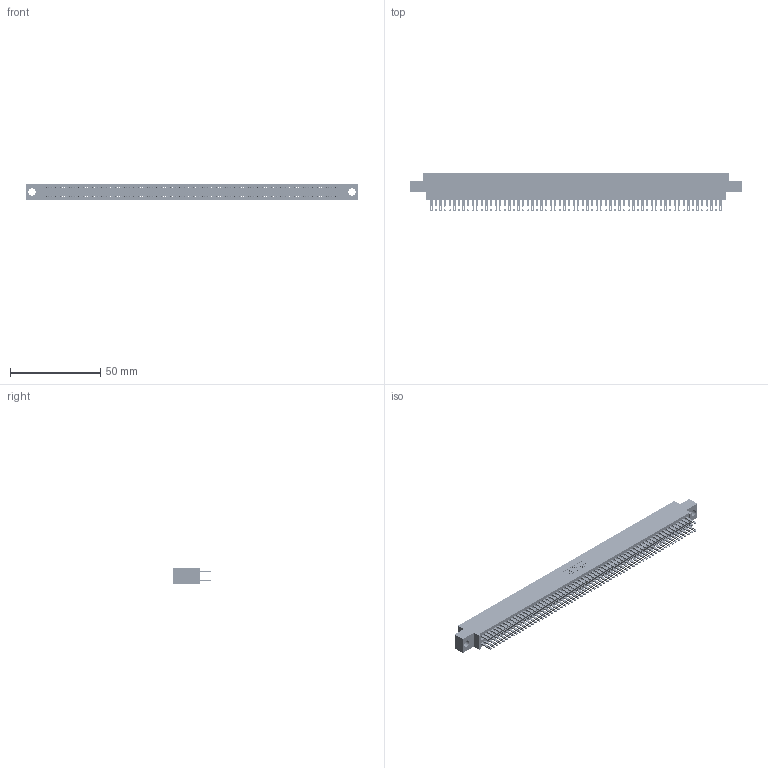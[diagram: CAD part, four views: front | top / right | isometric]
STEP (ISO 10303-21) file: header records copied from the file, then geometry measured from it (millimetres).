
FILE_DESCRIPTION (( 'STEP AP203' ), '1' );
FILE_NAME ('895-128-500-804.STEP', '2020-10-13T16:46:53', ( '' ), ( '' ), 'SwSTEP 2.0', 'SolidWorks 2020', '' );
FILE_SCHEMA (( 'CONFIG_CONTROL_DESIGN' ));
Length unit declared in the file: inch
Products named in the file (3): 895-128-500-804; 845 Part_0.170 Offset - 0.156 Dia-TH; 345-292-001_345-293-100
Assembly tree (129 placements, depth 2):
  895-128-500-804
    845 Part_0.170 Offset - 0.156 Dia-TH
    345-292-001_345-293-100  x128
Bounding box: 183.77 x 21.51 x 9.4 mm (x, y, z)
Volume: 18245.6 mm3; surface area: 28660.4 mm2
Topology: 129 solids, 129 shells, 6018 faces, 18401 edges, 12266 vertices
Faces by surface type: plane 3540, cylinder 2478
Entity records: 47319 total; most frequent: CARTESIAN_POINT 7912, ORIENTED_EDGE 7846, DIRECTION 6951, EDGE_CURVE 3923, LINE 3531, VECTOR 3531, VERTEX_POINT 2614, AXIS2_PLACEMENT_3D 1710
